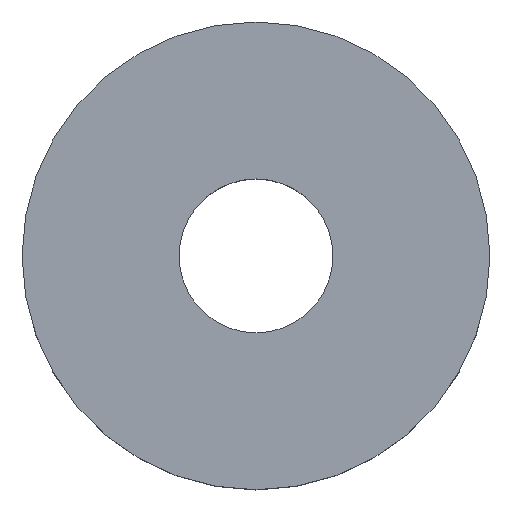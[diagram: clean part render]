
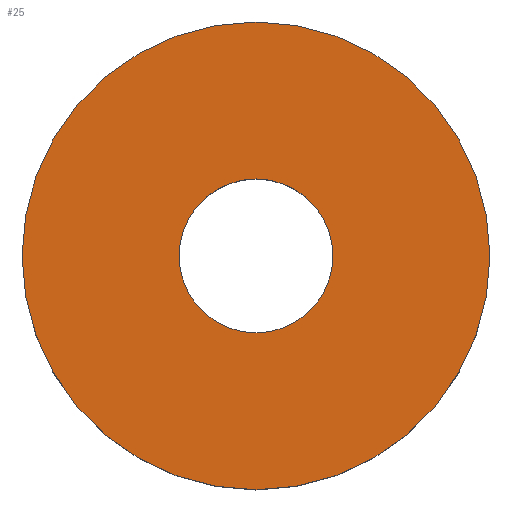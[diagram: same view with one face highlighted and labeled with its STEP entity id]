
A CAD part, top view. The second image highlights one B-rep face of the part: STEP entity #25.
In plain terms, the highlighted planar face has unit normal (0, 0, 1).
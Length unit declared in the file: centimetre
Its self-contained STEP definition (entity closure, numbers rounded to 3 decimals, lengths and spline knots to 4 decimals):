
#3 = CARTESIAN_POINT ( 'NONE',  ( 0., 0., 2. ) ) ;
#8 = EDGE_CURVE ( 'NONE', #148, #119, #115, .T. ) ;
#13 = DIRECTION ( 'NONE',  ( 0., 0., 1. ) ) ;
#19 = DIRECTION ( 'NONE',  ( 0., 0., 1. ) ) ;
#24 = DIRECTION ( 'NONE',  ( 1., 0., 0. ) ) ;
#25 = ADVANCED_FACE ( 'NONE', ( #137, #183 ), #105, .T. ) ;
#32 = AXIS2_PLACEMENT_3D ( 'NONE', #133, #182, #102 ) ;
#33 = EDGE_CURVE ( 'NONE', #199, #196, #190, .T. ) ;
#34 = ORIENTED_EDGE ( 'NONE', *, *, #8, .F. ) ;
#37 = ORIENTED_EDGE ( 'NONE', *, *, #172, .F. ) ;
#40 = CARTESIAN_POINT ( 'NONE',  ( 0., 0., 2. ) ) ;
#43 = CARTESIAN_POINT ( 'NONE',  ( 7.6, 0., 2. ) ) ;
#49 = EDGE_LOOP ( 'NONE', ( #120, #168 ) ) ;
#52 = EDGE_LOOP ( 'NONE', ( #37, #34 ) ) ;
#60 = CARTESIAN_POINT ( 'NONE',  ( 0., 0., 2. ) ) ;
#71 = CIRCLE ( 'NONE', #113, 2.5 ) ;
#76 = DIRECTION ( 'NONE',  ( 1., 0., 0. ) ) ;
#79 = DIRECTION ( 'NONE',  ( 1., 0., 0. ) ) ;
#99 = DIRECTION ( 'NONE',  ( 0., 0., 1. ) ) ;
#101 = CIRCLE ( 'NONE', #193, 7.6 ) ;
#102 = DIRECTION ( 'NONE',  ( 1., 0., 0. ) ) ;
#105 = PLANE ( 'NONE',  #32 ) ;
#113 = AXIS2_PLACEMENT_3D ( 'NONE', #157, #19, #79 ) ;
#115 = CIRCLE ( 'NONE', #139, 2.5 ) ;
#119 = VERTEX_POINT ( 'NONE', #123 ) ;
#120 = ORIENTED_EDGE ( 'NONE', *, *, #166, .T. ) ;
#123 = CARTESIAN_POINT ( 'NONE',  ( -2.5, 0., 2. ) ) ;
#133 = CARTESIAN_POINT ( 'NONE',  ( 0., 0., 2. ) ) ;
#137 = FACE_OUTER_BOUND ( 'NONE', #49, .T. ) ;
#139 = AXIS2_PLACEMENT_3D ( 'NONE', #60, #13, #76 ) ;
#141 = CARTESIAN_POINT ( 'NONE',  ( -7.6, 0., 2. ) ) ;
#148 = VERTEX_POINT ( 'NONE', #174 ) ;
#157 = CARTESIAN_POINT ( 'NONE',  ( 0., 0., 2. ) ) ;
#164 = AXIS2_PLACEMENT_3D ( 'NONE', #40, #169, #24 ) ;
#166 = EDGE_CURVE ( 'NONE', #196, #199, #101, .T. ) ;
#168 = ORIENTED_EDGE ( 'NONE', *, *, #33, .T. ) ;
#169 = DIRECTION ( 'NONE',  ( 0., 0., 1. ) ) ;
#172 = EDGE_CURVE ( 'NONE', #119, #148, #71, .T. ) ;
#174 = CARTESIAN_POINT ( 'NONE',  ( 2.5, 0., 2. ) ) ;
#182 = DIRECTION ( 'NONE',  ( 0., 0., 1. ) ) ;
#183 = FACE_BOUND ( 'NONE', #52, .T. ) ;
#187 = DIRECTION ( 'NONE',  ( 1., 0., 0. ) ) ;
#190 = CIRCLE ( 'NONE', #164, 7.6 ) ;
#193 = AXIS2_PLACEMENT_3D ( 'NONE', #3, #99, #187 ) ;
#196 = VERTEX_POINT ( 'NONE', #141 ) ;
#199 = VERTEX_POINT ( 'NONE', #43 ) ;
